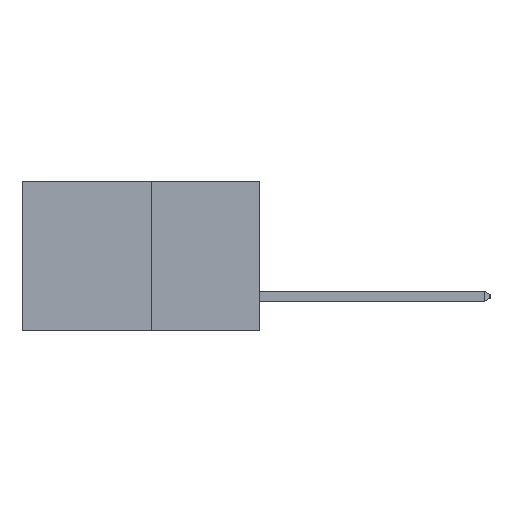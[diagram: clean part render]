
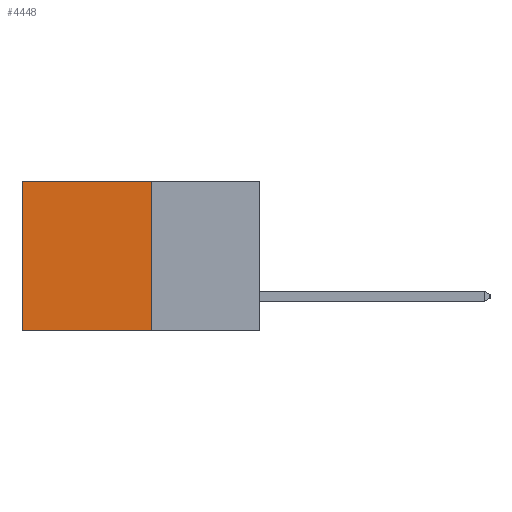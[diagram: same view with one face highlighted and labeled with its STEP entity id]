
A CAD part, left-side view. The second image highlights one B-rep face of the part: STEP entity #4448.
In plain terms, the highlighted planar face has unit normal (-1, 0, 0).
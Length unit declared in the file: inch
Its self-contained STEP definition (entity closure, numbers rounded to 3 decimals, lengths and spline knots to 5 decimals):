
#391 = LINE ( 'NONE', #6588, #4793 ) ;
#1880 = VECTOR ( 'NONE', #8729, 39.37008 ) ;
#2130 = EDGE_LOOP ( 'NONE', ( #9689, #9926, #3731, #10161 ) ) ;
#2459 = VERTEX_POINT ( 'NONE', #6345 ) ;
#2674 = EDGE_CURVE ( 'NONE', #10038, #2459, #3344, .T. ) ;
#3344 = LINE ( 'NONE', #6637, #7470 ) ;
#3731 = ORIENTED_EDGE ( 'NONE', *, *, #3846, .F. ) ;
#3824 = CARTESIAN_POINT ( 'NONE',  ( 0.277, 0.27, -0.37 ) ) ;
#3846 = EDGE_CURVE ( 'NONE', #9597, #8349, #5695, .T. ) ;
#3887 = CARTESIAN_POINT ( 'NONE',  ( 0.277, 0.27, -0.37 ) ) ;
#4448 = ADVANCED_FACE ( 'NONE', ( #7743 ), #6099, .F. ) ;
#4793 = VECTOR ( 'NONE', #9750, 39.37008 ) ;
#5695 = LINE ( 'NONE', #8722, #7804 ) ;
#6051 = DIRECTION ( 'NONE',  ( 0., 0., -1. ) ) ;
#6076 = DIRECTION ( 'NONE',  ( 1., 0., 0. ) ) ;
#6099 = PLANE ( 'NONE',  #9998 ) ;
#6330 = CARTESIAN_POINT ( 'NONE',  ( 0.277, 0.59, 0. ) ) ;
#6336 = CARTESIAN_POINT ( 'NONE',  ( 0.277, 0.27, 0. ) ) ;
#6345 = CARTESIAN_POINT ( 'NONE',  ( 0.277, 0.59, -0.37 ) ) ;
#6588 = CARTESIAN_POINT ( 'NONE',  ( 0.277, 0.27, -0.37 ) ) ;
#6602 = CARTESIAN_POINT ( 'NONE',  ( 0.277, 0.27, 0. ) ) ;
#6637 = CARTESIAN_POINT ( 'NONE',  ( 0.277, 0.59, -0.37 ) ) ;
#6781 = LINE ( 'NONE', #6336, #1880 ) ;
#7470 = VECTOR ( 'NONE', #8428, 39.37008 ) ;
#7696 = EDGE_CURVE ( 'NONE', #8349, #2459, #391, .T. ) ;
#7743 = FACE_OUTER_BOUND ( 'NONE', #2130, .T. ) ;
#7804 = VECTOR ( 'NONE', #9143, 39.37008 ) ;
#8349 = VERTEX_POINT ( 'NONE', #3887 ) ;
#8428 = DIRECTION ( 'NONE',  ( 0., 0., -1. ) ) ;
#8722 = CARTESIAN_POINT ( 'NONE',  ( 0.277, 0.27, -0.37 ) ) ;
#8729 = DIRECTION ( 'NONE',  ( 0., 1., 0. ) ) ;
#9143 = DIRECTION ( 'NONE',  ( 0., 0., -1. ) ) ;
#9217 = EDGE_CURVE ( 'NONE', #9597, #10038, #6781, .T. ) ;
#9597 = VERTEX_POINT ( 'NONE', #6602 ) ;
#9689 = ORIENTED_EDGE ( 'NONE', *, *, #2674, .T. ) ;
#9750 = DIRECTION ( 'NONE',  ( 0., 1., 0. ) ) ;
#9926 = ORIENTED_EDGE ( 'NONE', *, *, #7696, .F. ) ;
#9998 = AXIS2_PLACEMENT_3D ( 'NONE', #3824, #6076, #6051 ) ;
#10038 = VERTEX_POINT ( 'NONE', #6330 ) ;
#10161 = ORIENTED_EDGE ( 'NONE', *, *, #9217, .T. ) ;
